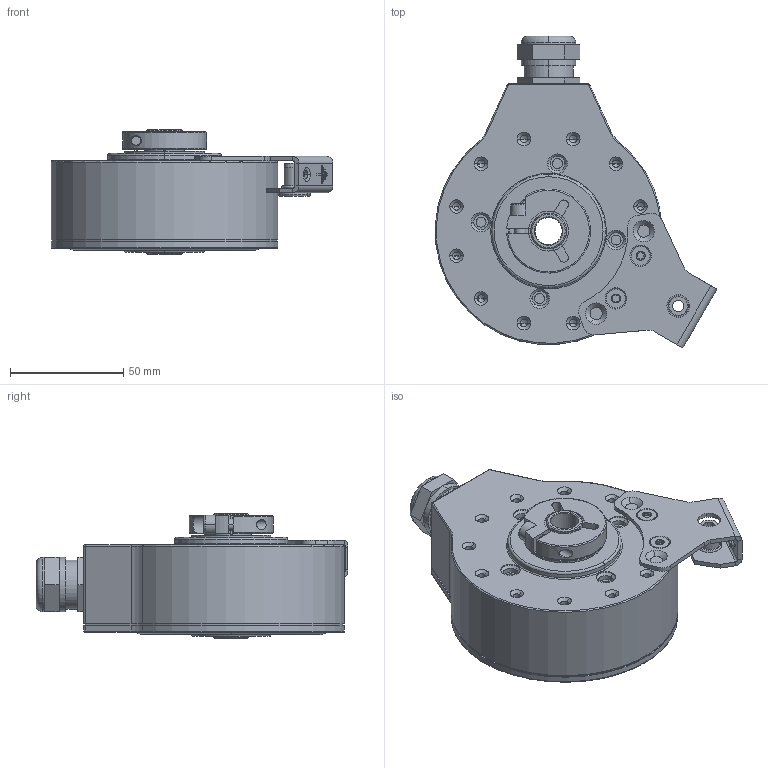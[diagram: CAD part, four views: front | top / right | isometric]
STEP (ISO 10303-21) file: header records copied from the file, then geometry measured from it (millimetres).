
FILE_DESCRIPTION((''),'2;1');
FILE_NAME('824887-K01_SW0001','2013-09-03T',('se2546'),(''),'PRO/ENGINEER BY PARAMETRIC TECHNOLOGY CORPORATION, 2011410','PRO/ENGINEER BY PARAMETRIC TECHNOLOGY CORPORATION, 2011410','');
FILE_SCHEMA(('CONFIG_CONTROL_DESIGN','SHAPE_APPEARANCE_LAYERS_GROUPS'));
Length unit declared in the file: millimetre
Products named in the file (1): 824887-K01_SW0001
Bounding box: 124.17 x 137.49 x 55 mm (x, y, z)
Volume: 208288.5 mm3; surface area: 76281.9 mm2
Topology: 2 solids, 4 shells, 858 faces, 2133 edges, 1303 vertices
Faces by surface type: cylinder 362, plane 232, cone 205, torus 55, bspline 4
Entity records: 33648 total; most frequent: CARTESIAN_POINT 8230, DIRECTION 4491, ORIENTED_EDGE 4214, EDGE_CURVE 2107, AXIS2_PLACEMENT_3D 1798, VERTEX_POINT 1303, EDGE_LOOP 960, CIRCLE 944
